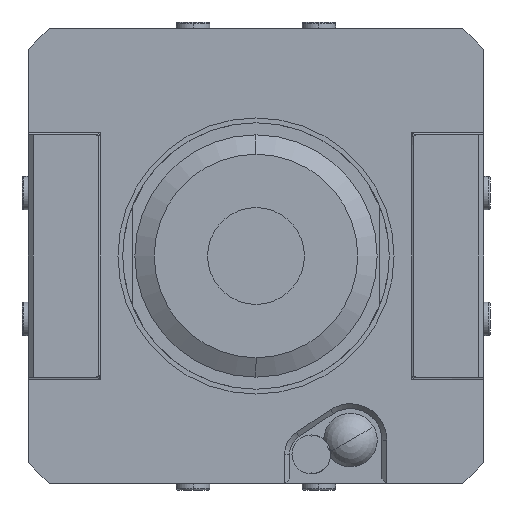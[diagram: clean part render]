
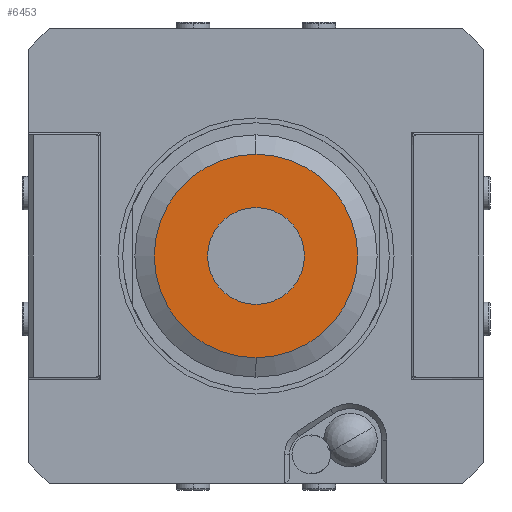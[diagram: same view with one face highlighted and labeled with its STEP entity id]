
A CAD part, left-side view. The second image highlights one B-rep face of the part: STEP entity #6453.
In plain terms, the highlighted planar face has unit normal (-1, 0, 0).
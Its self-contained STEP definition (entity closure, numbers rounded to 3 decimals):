
#1586=CARTESIAN_POINT('',(-79.16,0.,0.));
#1587=DIRECTION('',(-1.,0.,0.));
#1588=DIRECTION('',(0.,0.,1.));
#1589=AXIS2_PLACEMENT_3D('',#1586,#1587,#1588);
#1600=CARTESIAN_POINT('',(-79.16,0.,0.));
#1601=DIRECTION('',(1.,0.,0.));
#1602=DIRECTION('',(0.,0.,1.));
#1603=AXIS2_PLACEMENT_3D('',#1600,#1601,#1602);
#1609=CARTESIAN_POINT('',(-79.16,0.,0.));
#1610=DIRECTION('',(1.,0.,0.));
#1611=DIRECTION('',(0.,0.,1.));
#1612=AXIS2_PLACEMENT_3D('',#1609,#1610,#1611);
#1614=CARTESIAN_POINT('',(-79.16,0.,0.));
#1615=DIRECTION('',(-1.,0.,0.));
#1616=DIRECTION('',(0.,0.,1.));
#1617=AXIS2_PLACEMENT_3D('',#1614,#1615,#1616);
#4352=CARTESIAN_POINT('',(-79.16,0.,10.));
#4353=CARTESIAN_POINT('',(-79.16,0.,-10.));
#4354=VERTEX_POINT('',#4352);
#4355=VERTEX_POINT('',#4353);
#4368=CARTESIAN_POINT('',(-79.16,0.,21.));
#4369=CARTESIAN_POINT('',(-79.16,0.,-21.));
#4370=VERTEX_POINT('',#4368);
#4371=VERTEX_POINT('',#4369);
#6438=CARTESIAN_POINT('',(-79.16,0.,0.));
#6439=DIRECTION('',(-1.,0.,0.));
#6440=DIRECTION('',(0.,0.,-1.));
#6441=AXIS2_PLACEMENT_3D('',#6438,#6439,#6440);
#6442=PLANE('',#6441);
#6443=ORIENTED_EDGE('',*,*,#6418,.F.);
#6444=ORIENTED_EDGE('',*,*,#6432,.T.);
#6445=EDGE_LOOP('',(#6443,#6444));
#6446=FACE_OUTER_BOUND('',#6445,.F.);
#6448=ORIENTED_EDGE('',*,*,#6447,.F.);
#6450=ORIENTED_EDGE('',*,*,#6449,.T.);
#6451=EDGE_LOOP('',(#6448,#6450));
#6452=FACE_BOUND('',#6451,.F.);
#6453=ADVANCED_FACE('',(#6446,#6452),#6442,.T.);
#1590=CIRCLE('',#1589,21.);
#1604=CIRCLE('',#1603,21.);
#1613=CIRCLE('',#1612,10.);
#1618=CIRCLE('',#1617,10.);
#6418=EDGE_CURVE('',#4370,#4371,#1590,.T.);
#6432=EDGE_CURVE('',#4370,#4371,#1604,.T.);
#6447=EDGE_CURVE('',#4354,#4355,#1613,.T.);
#6449=EDGE_CURVE('',#4354,#4355,#1618,.T.);
